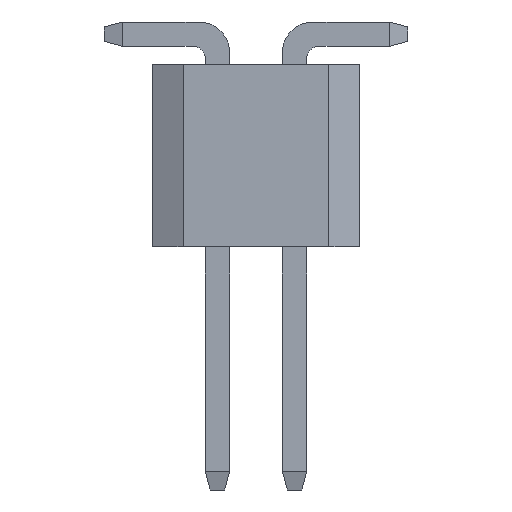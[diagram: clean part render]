
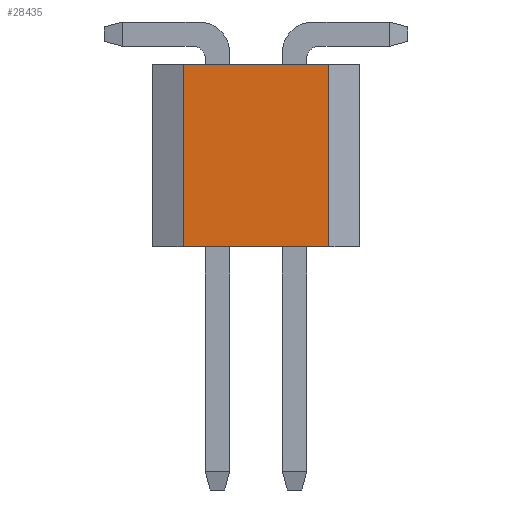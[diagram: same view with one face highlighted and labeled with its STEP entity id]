
A CAD part, left-side view. The second image highlights one B-rep face of the part: STEP entity #28435.
In plain terms, the highlighted planar face has unit normal (-1, 0, 0).
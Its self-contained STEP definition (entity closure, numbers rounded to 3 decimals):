
#279 = DIRECTION ( 'NONE',  ( 0., 0., 1. ) ) ;
#449 = VECTOR ( 'NONE', #279, 1000. ) ;
#1843 = EDGE_CURVE ( 'NONE', #22311, #11383, #15903, .T. ) ;
#1958 = PLANE ( 'NONE',  #20528 ) ;
#2318 = DIRECTION ( 'NONE',  ( 0., -1., 0. ) ) ;
#3832 = EDGE_CURVE ( 'NONE', #22311, #3856, #13558, .T. ) ;
#3856 = VERTEX_POINT ( 'NONE', #25690 ) ;
#3861 = DIRECTION ( 'NONE',  ( 0., 1., 0. ) ) ;
#4460 = VECTOR ( 'NONE', #23775, 1000. ) ;
#5051 = CARTESIAN_POINT ( 'NONE',  ( -3.81, 1.2, 0. ) ) ;
#6561 = LINE ( 'NONE', #14222, #27840 ) ;
#8069 = CARTESIAN_POINT ( 'NONE',  ( -3.81, -1.2, 0. ) ) ;
#9433 = CARTESIAN_POINT ( 'NONE',  ( -3.81, 8.828, 25. ) ) ;
#9470 = VERTEX_POINT ( 'NONE', #25121 ) ;
#9577 = ORIENTED_EDGE ( 'NONE', *, *, #12515, .T. ) ;
#9687 = ORIENTED_EDGE ( 'NONE', *, *, #1843, .T. ) ;
#9803 = DIRECTION ( 'NONE',  ( 0., 0., 1. ) ) ;
#11383 = VERTEX_POINT ( 'NONE', #8069 ) ;
#11491 = CARTESIAN_POINT ( 'NONE',  ( -3.81, 1.2, -1. ) ) ;
#11529 = ORIENTED_EDGE ( 'NONE', *, *, #14723, .F. ) ;
#11934 = CARTESIAN_POINT ( 'NONE',  ( -3.81, 0., 3. ) ) ;
#12012 = ORIENTED_EDGE ( 'NONE', *, *, #3832, .F. ) ;
#12515 = EDGE_CURVE ( 'NONE', #11383, #9470, #6561, .T. ) ;
#13558 = LINE ( 'NONE', #11491, #449 ) ;
#14222 = CARTESIAN_POINT ( 'NONE',  ( -3.81, -1.2, -1. ) ) ;
#14723 = EDGE_CURVE ( 'NONE', #3856, #9470, #23182, .T. ) ;
#15903 = LINE ( 'NONE', #22282, #26175 ) ;
#18467 = FACE_OUTER_BOUND ( 'NONE', #18822, .T. ) ;
#18822 = EDGE_LOOP ( 'NONE', ( #9687, #9577, #11529, #12012 ) ) ;
#20528 = AXIS2_PLACEMENT_3D ( 'NONE', #9433, #24578, #3861 ) ;
#22282 = CARTESIAN_POINT ( 'NONE',  ( -3.81, 0., 0. ) ) ;
#22311 = VERTEX_POINT ( 'NONE', #5051 ) ;
#23182 = LINE ( 'NONE', #11934, #4460 ) ;
#23775 = DIRECTION ( 'NONE',  ( 0., -1., 0. ) ) ;
#24578 = DIRECTION ( 'NONE',  ( 1., 0., 0. ) ) ;
#25121 = CARTESIAN_POINT ( 'NONE',  ( -3.81, -1.2, 3. ) ) ;
#25690 = CARTESIAN_POINT ( 'NONE',  ( -3.81, 1.2, 3. ) ) ;
#26175 = VECTOR ( 'NONE', #2318, 1000. ) ;
#27840 = VECTOR ( 'NONE', #9803, 1000. ) ;
#28435 = ADVANCED_FACE ( 'NONE', ( #18467 ), #1958, .F. ) ;
